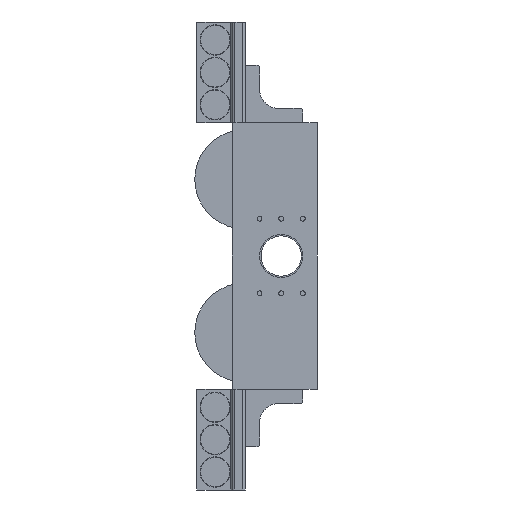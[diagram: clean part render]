
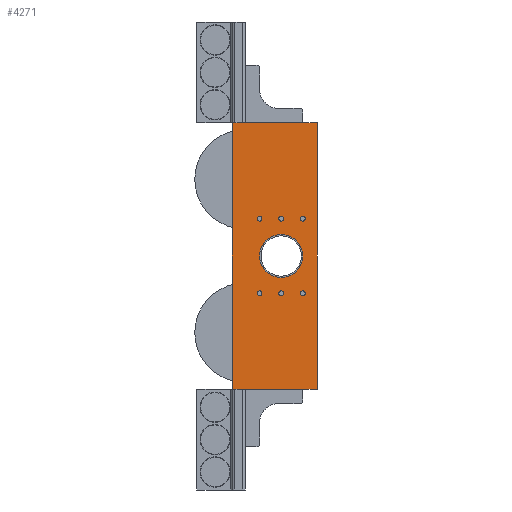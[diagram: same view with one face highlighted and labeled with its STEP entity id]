
A CAD part, left-side view. The second image highlights one B-rep face of the part: STEP entity #4271.
In plain terms, the highlighted planar face has unit normal (-1, 0, 0).
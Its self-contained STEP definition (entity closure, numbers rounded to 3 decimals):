
#1316=CARTESIAN_POINT('',(-30.0,18.,440.0));
#1317=VERTEX_POINT('',#1316);
#1403=CARTESIAN_POINT('',(-30.,-80.0,440.0));
#1404=VERTEX_POINT('',#1403);
#1405=CARTESIAN_POINT('',(-30.,0.0,440.0));
#1406=VERTEX_POINT('',#1405);
#1407=CARTESIAN_POINT('',(-30.,-80.0,440.0));
#1408=DIRECTION('',(0.0,1.0,0.0));
#1409=VECTOR('',#1408,80.0);
#1410=LINE('',#1407,#1409);
#1411=EDGE_CURVE('',#1404,#1406,#1410,.T.);
#1849=CARTESIAN_POINT('',(-30.0,5.914,440.0));
#1850=VERTEX_POINT('',#1849);
#1857=CARTESIAN_POINT('',(-30.0,4.5,440.0));
#1858=VERTEX_POINT('',#1857);
#1968=CARTESIAN_POINT('',(-30.,-100.0,440.0));
#1969=VERTEX_POINT('',#1968);
#1970=CARTESIAN_POINT('',(-30.,-100.0,440.0));
#1971=DIRECTION('',(0.0,1.0,0.0));
#1972=VECTOR('',#1971,20.0);
#1973=LINE('',#1970,#1972);
#1974=EDGE_CURVE('',#1969,#1404,#1973,.T.);
#2040=CARTESIAN_POINT('',(-30.0,5.914,440.0));
#2041=DIRECTION('',(0.0,1.0,0.0));
#2042=VECTOR('',#2041,12.086);
#2043=LINE('',#2040,#2042);
#2044=EDGE_CURVE('',#1850,#1317,#2043,.T.);
#2047=CARTESIAN_POINT('',(-30.,0.0,440.0));
#2048=DIRECTION('',(0.0,1.0,0.0));
#2049=VECTOR('',#2048,4.5);
#2050=LINE('',#2047,#2049);
#2051=EDGE_CURVE('',#1406,#1858,#2050,.T.);
#2426=CARTESIAN_POINT('',(-30.0,18.,70.0));
#2427=VERTEX_POINT('',#2426);
#2434=CARTESIAN_POINT('',(-30.0,18.,70.0));
#2435=DIRECTION('',(0.0,0.0,1.0));
#2436=VECTOR('',#2435,370.0);
#2437=LINE('',#2434,#2436);
#2438=EDGE_CURVE('',#2427,#1317,#2437,.T.);
#2762=CARTESIAN_POINT('',(-30.0,4.5,440.0));
#2763=DIRECTION('',(0.0,1.0,0.0));
#2764=VECTOR('',#2763,1.414);
#2765=LINE('',#2762,#2764);
#2766=EDGE_CURVE('',#1858,#1850,#2765,.T.);
#3080=CARTESIAN_POINT('',(-30.,-50.,199.927));
#3081=VERTEX_POINT('',#3080);
#3082=CARTESIAN_POINT('',(-30.,-50.,203.25));
#3083=DIRECTION('',(1.0,0.0,0.0));
#3084=DIRECTION('',(0.0,0.0,-1.0));
#3085=AXIS2_PLACEMENT_3D('',#3082,#3083,#3084);
#3086=CIRCLE('',#3085,3.324);
#3087=EDGE_CURVE('',#3081,#3081,#3086,.T.);
#3117=CARTESIAN_POINT('',(-30.,-80.0,303.427));
#3118=VERTEX_POINT('',#3117);
#3119=CARTESIAN_POINT('',(-30.,-80.0,306.75));
#3120=DIRECTION('',(1.0,0.0,0.0));
#3121=DIRECTION('',(0.0,0.0,-1.0));
#3122=AXIS2_PLACEMENT_3D('',#3119,#3120,#3121);
#3123=CIRCLE('',#3122,3.324);
#3124=EDGE_CURVE('',#3118,#3118,#3123,.T.);
#3154=CARTESIAN_POINT('',(-30.,-20.0,303.426));
#3155=VERTEX_POINT('',#3154);
#3156=CARTESIAN_POINT('',(-30.,-20.0,306.75));
#3157=DIRECTION('',(1.0,0.0,0.0));
#3158=DIRECTION('',(0.0,0.0,-1.0));
#3159=AXIS2_PLACEMENT_3D('',#3156,#3157,#3158);
#3160=CIRCLE('',#3159,3.324);
#3161=EDGE_CURVE('',#3155,#3155,#3160,.T.);
#3191=CARTESIAN_POINT('',(-30.,-50.0,303.426));
#3192=VERTEX_POINT('',#3191);
#3193=CARTESIAN_POINT('',(-30.,-50.0,306.75));
#3194=DIRECTION('',(1.0,0.0,0.0));
#3195=DIRECTION('',(0.0,0.0,-1.0));
#3196=AXIS2_PLACEMENT_3D('',#3193,#3194,#3195);
#3197=CIRCLE('',#3196,3.324);
#3198=EDGE_CURVE('',#3192,#3192,#3197,.T.);
#3228=CARTESIAN_POINT('',(-30.,-20.,199.926));
#3229=VERTEX_POINT('',#3228);
#3230=CARTESIAN_POINT('',(-30.,-20.,203.25));
#3231=DIRECTION('',(1.0,0.0,0.0));
#3232=DIRECTION('',(0.0,0.0,-1.0));
#3233=AXIS2_PLACEMENT_3D('',#3230,#3231,#3232);
#3234=CIRCLE('',#3233,3.324);
#3235=EDGE_CURVE('',#3229,#3229,#3234,.T.);
#3265=CARTESIAN_POINT('',(-30.,-80.,199.927));
#3266=VERTEX_POINT('',#3265);
#3267=CARTESIAN_POINT('',(-30.,-80.,203.25));
#3268=DIRECTION('',(1.0,0.0,0.0));
#3269=DIRECTION('',(0.0,0.0,-1.0));
#3270=AXIS2_PLACEMENT_3D('',#3267,#3268,#3269);
#3271=CIRCLE('',#3270,3.324);
#3272=EDGE_CURVE('',#3266,#3266,#3271,.T.);
#4021=CARTESIAN_POINT('',(-30.,-50.,225.0));
#4022=VERTEX_POINT('',#4021);
#4023=CARTESIAN_POINT('',(-30.,-50.0,255.0));
#4024=DIRECTION('',(1.0,0.0,0.0));
#4025=DIRECTION('',(0.0,0.0,1.0));
#4026=AXIS2_PLACEMENT_3D('',#4023,#4024,#4025);
#4027=CIRCLE('',#4026,30.0);
#4028=EDGE_CURVE('',#4022,#4022,#4027,.T.);
#4191=CARTESIAN_POINT('',(-30.,-29.057,40.943));
#4192=DIRECTION('',(1.0,0.0,0.0));
#4193=DIRECTION('',(0.0,0.0,-1.0));
#4194=AXIS2_PLACEMENT_3D('',#4191,#4192,#4193);
#4195=PLANE('',#4194);
#4196=ORIENTED_EDGE('',*,*,#1411,.T.);
#4197=ORIENTED_EDGE('',*,*,#2051,.T.);
#4198=ORIENTED_EDGE('',*,*,#2766,.T.);
#4199=ORIENTED_EDGE('',*,*,#2044,.T.);
#4200=ORIENTED_EDGE('',*,*,#2438,.F.);
#4201=CARTESIAN_POINT('',(-30.0,5.914,70.0));
#4202=VERTEX_POINT('',#4201);
#4203=CARTESIAN_POINT('',(-30.0,5.914,70.0));
#4204=DIRECTION('',(0.0,1.0,0.0));
#4205=VECTOR('',#4204,12.086);
#4206=LINE('',#4203,#4205);
#4207=EDGE_CURVE('',#4202,#2427,#4206,.T.);
#4208=ORIENTED_EDGE('',*,*,#4207,.F.);
#4209=CARTESIAN_POINT('',(-30.0,4.5,70.0));
#4210=VERTEX_POINT('',#4209);
#4211=CARTESIAN_POINT('',(-30.0,4.5,70.0));
#4212=DIRECTION('',(0.0,1.0,0.0));
#4213=VECTOR('',#4212,1.414);
#4214=LINE('',#4211,#4213);
#4215=EDGE_CURVE('',#4210,#4202,#4214,.T.);
#4216=ORIENTED_EDGE('',*,*,#4215,.F.);
#4217=CARTESIAN_POINT('',(-30.,0.0,70.0));
#4218=VERTEX_POINT('',#4217);
#4219=CARTESIAN_POINT('',(-30.,0.0,70.0));
#4220=DIRECTION('',(0.0,1.0,0.0));
#4221=VECTOR('',#4220,4.5);
#4222=LINE('',#4219,#4221);
#4223=EDGE_CURVE('',#4218,#4210,#4222,.T.);
#4224=ORIENTED_EDGE('',*,*,#4223,.F.);
#4225=CARTESIAN_POINT('',(-30.,-80.0,70.));
#4226=VERTEX_POINT('',#4225);
#4227=CARTESIAN_POINT('',(-30.,-80.0,70.));
#4228=DIRECTION('',(0.0,1.0,0.0));
#4229=VECTOR('',#4228,80.0);
#4230=LINE('',#4227,#4229);
#4231=EDGE_CURVE('',#4226,#4218,#4230,.T.);
#4232=ORIENTED_EDGE('',*,*,#4231,.F.);
#4233=CARTESIAN_POINT('',(-30.,-100.0,70.0));
#4234=VERTEX_POINT('',#4233);
#4235=CARTESIAN_POINT('',(-30.,-80.0,70.));
#4236=DIRECTION('',(0.0,-1.0,0.0));
#4237=VECTOR('',#4236,20.0);
#4238=LINE('',#4235,#4237);
#4239=EDGE_CURVE('',#4226,#4234,#4238,.T.);
#4240=ORIENTED_EDGE('',*,*,#4239,.T.);
#4241=CARTESIAN_POINT('',(-30.,-100.0,70.0));
#4242=DIRECTION('',(0.0,0.0,1.0));
#4243=VECTOR('',#4242,370.0);
#4244=LINE('',#4241,#4243);
#4245=EDGE_CURVE('',#4234,#1969,#4244,.T.);
#4246=ORIENTED_EDGE('',*,*,#4245,.T.);
#4247=ORIENTED_EDGE('',*,*,#1974,.T.);
#4248=EDGE_LOOP('',(#4196,#4197,#4198,#4199,#4200,#4208,#4216,#4224,#4232,#4240,#4246,#4247));
#4249=FACE_OUTER_BOUND('',#4248,.T.);
#4250=ORIENTED_EDGE('',*,*,#3087,.T.);
#4251=EDGE_LOOP('',(#4250));
#4252=FACE_BOUND('',#4251,.T.);
#4253=ORIENTED_EDGE('',*,*,#3124,.T.);
#4254=EDGE_LOOP('',(#4253));
#4255=FACE_BOUND('',#4254,.T.);
#4256=ORIENTED_EDGE('',*,*,#3161,.T.);
#4257=EDGE_LOOP('',(#4256));
#4258=FACE_BOUND('',#4257,.T.);
#4259=ORIENTED_EDGE('',*,*,#3198,.T.);
#4260=EDGE_LOOP('',(#4259));
#4261=FACE_BOUND('',#4260,.T.);
#4262=ORIENTED_EDGE('',*,*,#3235,.T.);
#4263=EDGE_LOOP('',(#4262));
#4264=FACE_BOUND('',#4263,.T.);
#4265=ORIENTED_EDGE('',*,*,#3272,.T.);
#4266=EDGE_LOOP('',(#4265));
#4267=FACE_BOUND('',#4266,.T.);
#4268=ORIENTED_EDGE('',*,*,#4028,.T.);
#4269=EDGE_LOOP('',(#4268));
#4270=FACE_BOUND('',#4269,.T.);
#4271=ADVANCED_FACE('',(#4249,#4252,#4255,#4258,#4261,#4264,#4267,#4270),#4195,.F.);
